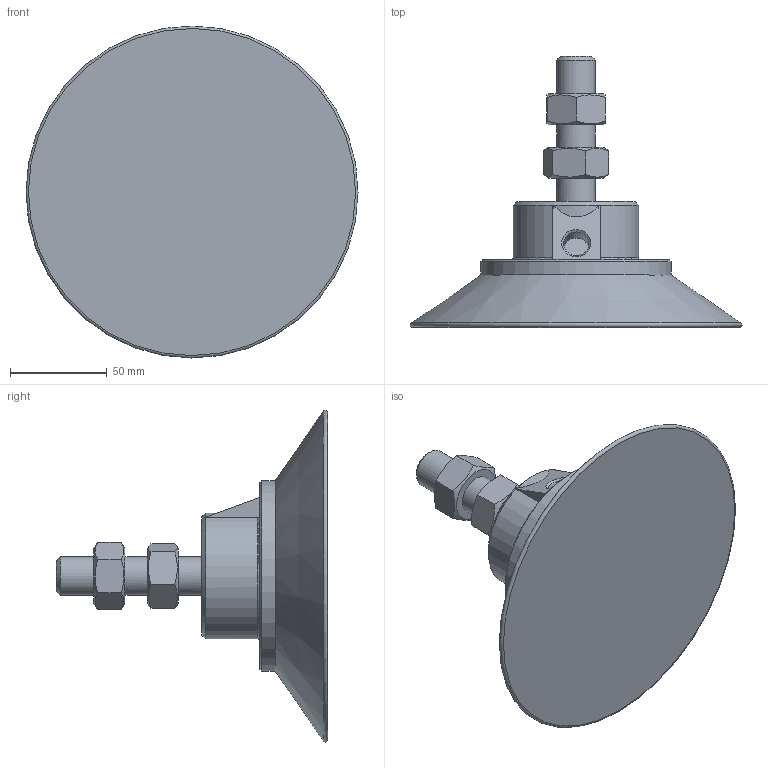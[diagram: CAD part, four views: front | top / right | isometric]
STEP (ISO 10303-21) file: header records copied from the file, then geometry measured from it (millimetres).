
FILE_DESCRIPTION(/* description */ (''),/* implementation_level */ '2;1');
FILE_NAME(/* name */ 'vdl170cn.stp',/* time_stamp */ '2020-11-10T15:54:20+01:00',/* author */ ('enginyeria'),/* organization */ (''),/* preprocessor_version */ 'ST-DEVELOPER v17.2',/* originating_system */ 'Autodesk Inventor 2019',/* authorisation */ '');
FILE_SCHEMA (('CONFIG_CONTROL_DESIGN'));
Length unit declared in the file: millimetre
Products named in the file (1): vdl170cn
Bounding box: 171.5 x 140.01 x 171.5 mm (x, y, z)
Volume: 611166.1 mm3; surface area: 66345.4 mm2
Topology: 1 solids, 1 shells, 46 faces, 115 edges, 79 vertices
Faces by surface type: plane 27, cone 9, cylinder 8, torus 2
Full cylindrical faces by diameter (mm): 13 x1, 20 x3, 88.5 x1, 98.5 x1
Entity records: 1558 total; most frequent: CARTESIAN_POINT 355, ORIENTED_EDGE 230, DIRECTION 230, EDGE_CURVE 115, AXIS2_PLACEMENT_3D 96, VERTEX_POINT 79, EDGE_LOOP 54, CIRCLE 48
